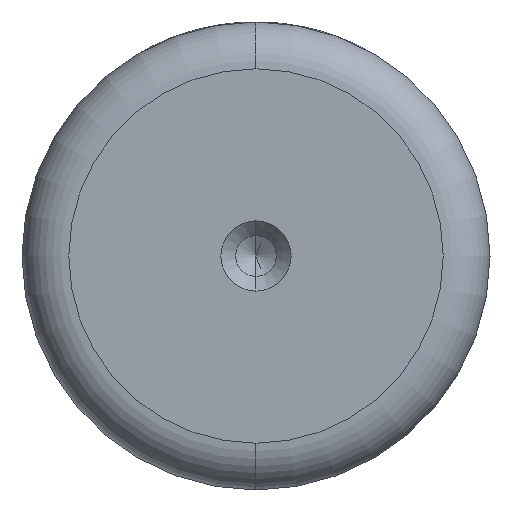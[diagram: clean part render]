
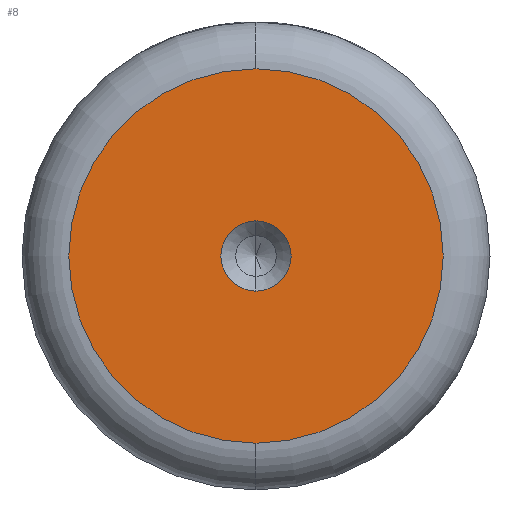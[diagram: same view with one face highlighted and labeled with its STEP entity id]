
A CAD part, left-side view. The second image highlights one B-rep face of the part: STEP entity #8.
In plain terms, the highlighted planar face has unit normal (-1, 0, 0).
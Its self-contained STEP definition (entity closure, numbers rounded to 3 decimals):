
#7 = EDGE_CURVE ( 'NONE', #1095, #1011, #219, .T. ) ;
#8 = ADVANCED_FACE ( 'NONE', ( #564, #221 ), #1322, .T. ) ;
#58 = CIRCLE ( 'NONE', #1302, 2.25 ) ;
#93 = CARTESIAN_POINT ( 'NONE',  ( 0., 0., 0. ) ) ;
#118 = EDGE_CURVE ( 'NONE', #709, #1015, #58, .T. ) ;
#219 = CIRCLE ( 'NONE', #428, 12. ) ;
#221 = FACE_OUTER_BOUND ( 'NONE', #1078, .T. ) ;
#224 = DIRECTION ( 'NONE',  ( 0., 0., 1. ) ) ;
#239 = CARTESIAN_POINT ( 'NONE',  ( 0., 0., 12. ) ) ;
#298 = DIRECTION ( 'NONE',  ( 0., 0., 1. ) ) ;
#318 = ORIENTED_EDGE ( 'NONE', *, *, #118, .F. ) ;
#332 = ORIENTED_EDGE ( 'NONE', *, *, #945, .F. ) ;
#373 = CARTESIAN_POINT ( 'NONE',  ( 0., 0., 0. ) ) ;
#412 = DIRECTION ( 'NONE',  ( -1., 0., 0. ) ) ;
#428 = AXIS2_PLACEMENT_3D ( 'NONE', #914, #412, #941 ) ;
#486 = ORIENTED_EDGE ( 'NONE', *, *, #747, .T. ) ;
#547 = EDGE_LOOP ( 'NONE', ( #318, #332 ) ) ;
#546 = CARTESIAN_POINT ( 'NONE',  ( 0., 0., -2.25 ) ) ;
#551 = CARTESIAN_POINT ( 'NONE',  ( 0., 0., 2.25 ) ) ;
#564 = FACE_BOUND ( 'NONE', #547, .T. ) ;
#587 = CARTESIAN_POINT ( 'NONE',  ( 0., 0., 0. ) ) ;
#595 = CARTESIAN_POINT ( 'NONE',  ( 0., 0., 0. ) ) ;
#649 = AXIS2_PLACEMENT_3D ( 'NONE', #373, #735, #298 ) ;
#699 = DIRECTION ( 'NONE',  ( 0., 0., 1. ) ) ;
#708 = DIRECTION ( 'NONE',  ( 0., 0., 1. ) ) ;
#709 = VERTEX_POINT ( 'NONE', #551 ) ;
#735 = DIRECTION ( 'NONE',  ( -1., 0., 0. ) ) ;
#747 = EDGE_CURVE ( 'NONE', #1011, #1095, #1397, .T. ) ;
#752 = CIRCLE ( 'NONE', #1409, 2.25 ) ;
#880 = DIRECTION ( 'NONE',  ( -1., 0., 0. ) ) ;
#914 = CARTESIAN_POINT ( 'NONE',  ( 0., 0., 0. ) ) ;
#931 = AXIS2_PLACEMENT_3D ( 'NONE', #93, #880, #224 ) ;
#941 = DIRECTION ( 'NONE',  ( 0., 0., 1. ) ) ;
#945 = EDGE_CURVE ( 'NONE', #1015, #709, #752, .T. ) ;
#1011 = VERTEX_POINT ( 'NONE', #1190 ) ;
#1015 = VERTEX_POINT ( 'NONE', #546 ) ;
#1078 = EDGE_LOOP ( 'NONE', ( #1178, #486 ) ) ;
#1095 = VERTEX_POINT ( 'NONE', #239 ) ;
#1178 = ORIENTED_EDGE ( 'NONE', *, *, #7, .T. ) ;
#1190 = CARTESIAN_POINT ( 'NONE',  ( 0., 0., -12. ) ) ;
#1302 = AXIS2_PLACEMENT_3D ( 'NONE', #595, #1335, #708 ) ;
#1322 = PLANE ( 'NONE',  #649 ) ;
#1326 = DIRECTION ( 'NONE',  ( -1., 0., 0. ) ) ;
#1335 = DIRECTION ( 'NONE',  ( -1., 0., 0. ) ) ;
#1397 = CIRCLE ( 'NONE', #931, 12. ) ;
#1409 = AXIS2_PLACEMENT_3D ( 'NONE', #587, #1326, #699 ) ;
